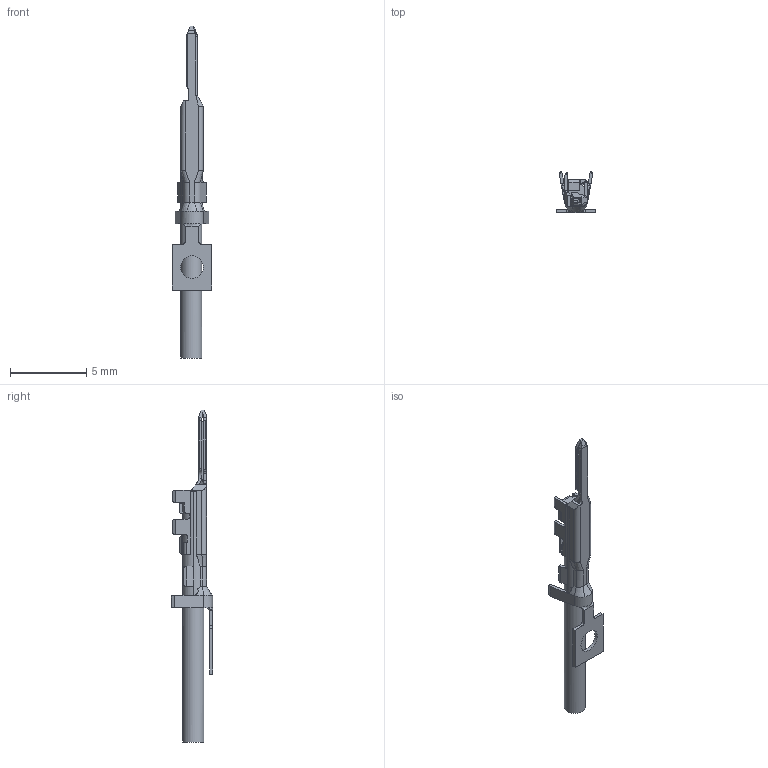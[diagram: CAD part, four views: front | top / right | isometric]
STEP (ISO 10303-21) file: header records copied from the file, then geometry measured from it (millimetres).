
FILE_DESCRIPTION( ('This file contains a STEP AP42 implementation' ,'as created by ZW3D STEP Interface translator.') ,'2;1' );
FILE_NAME( 'WD3500-MTP28SN01.stp' ,'2312 5.174350', (''), ('ZWCAD Software Co.'), 'Version 1.0', 'ZW3D to STEP translator', '' );
FILE_SCHEMA(('AUTOMOTIVE_DESIGN { 1 0 10303 214 1 1 1 1 }'));
Length unit declared in the file: millimetre
Products named in the file (2): 0; WD3500-MTP28SN01
Bounding box: 2.6 x 2.7 x 21.75 mm (x, y, z)
Volume: 32.9 mm3; surface area: 153.3 mm2
Topology: 1 solids, 1 shells, 246 faces, 694 edges, 441 vertices
Faces by surface type: plane 124, cylinder 82, bspline 39, torus 1
Full cylindrical faces by diameter (mm): 1.384 x1, 1.5 x1
Entity records: 11806 total; most frequent: CARTESIAN_POINT 5411, ORIENTED_EDGE 1386, DIRECTION 1128, EDGE_CURVE 693, VERTEX_POINT 441, VECTOR 436, LINE 436, AXIS2_PLACEMENT_3D 346
